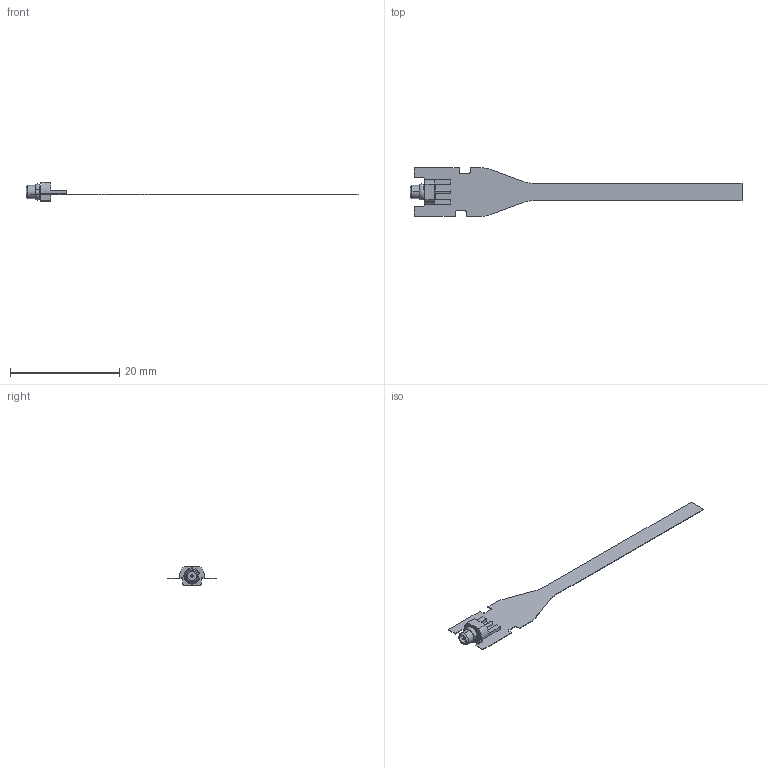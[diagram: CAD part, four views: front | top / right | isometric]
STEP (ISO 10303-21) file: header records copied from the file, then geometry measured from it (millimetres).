
FILE_DESCRIPTION(('KiCad electronic assembly'),'2;1');
FILE_NAME('FPC_Standard_60mm_CAD.step','2025-02-16T21:44:51',('Pcbnew'), ('Kicad'),'Open CASCADE STEP processor 7.8','KiCad to STEP converter', 'Unknown');
FILE_SCHEMA(('AUTOMOTIVE_DESIGN { 1 0 10303 214 1 1 1 1 }'));
Length unit declared in the file: millimetre
Products named in the file (4): FPC_Standard_60mm_CAD 1; MOLEX-734150991; 734150991; 0100_COVERSHEET_PCB
Assembly tree (3 placements, depth 3):
  FPC_Standard_60mm_CAD 1
    MOLEX-734150991
      734150991
    0100_COVERSHEET_PCB
Bounding box: 60.79 x 8.9 x 3.5 mm (x, y, z)
Volume: 66.3 mm3; surface area: 660.1 mm2
Topology: 2 solids, 2 shells, 91 faces, 245 edges, 162 vertices
Faces by surface type: plane 61, cylinder 25, cone 4, torus 1
Entity records: 2938 total; most frequent: CARTESIAN_POINT 526, DIRECTION 495, ORIENTED_EDGE 490, EDGE_CURVE 245, LINE 177, VECTOR 177, VERTEX_POINT 162, AXIS2_PLACEMENT_3D 159
